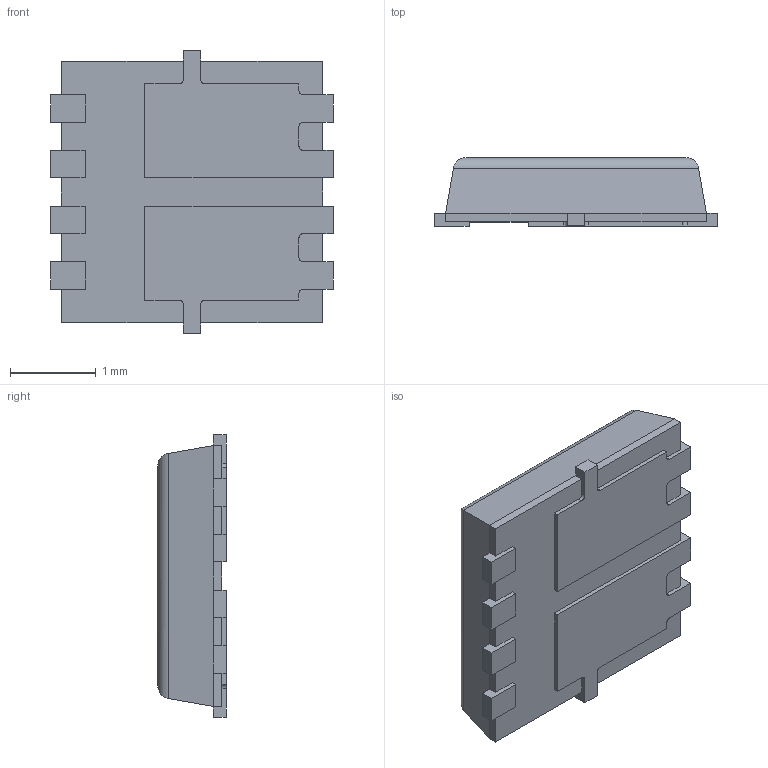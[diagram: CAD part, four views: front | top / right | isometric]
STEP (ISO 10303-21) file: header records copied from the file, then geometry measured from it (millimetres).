
FILE_DESCRIPTION (( 'STEP AP214' ), '1' );
FILE_NAME ('DMN3016LDV-13.STEP', '2025-01-02T12:40:20', ( 'LENOVO' ), ( '' ), 'SwSTEP 2.0', 'SolidWorks 2021', '' );
FILE_SCHEMA (( 'AUTOMOTIVE_DESIGN' ));
Length unit declared in the file: millimetre
Products named in the file (1): DMN3016LDV-13
Bounding box: 3.3 x 0.8 x 3.3 mm (x, y, z)
Volume: 6.8 mm3; surface area: 40.7 mm2
Topology: 7 solids, 7 shells, 144 faces, 362 edges, 232 vertices
Faces by surface type: plane 120, cylinder 24
Entity records: 4310 total; most frequent: CARTESIAN_POINT 751, ORIENTED_EDGE 724, DIRECTION 688, EDGE_CURVE 362, VECTOR 318, LINE 318, VERTEX_POINT 232, AXIS2_PLACEMENT_3D 185
